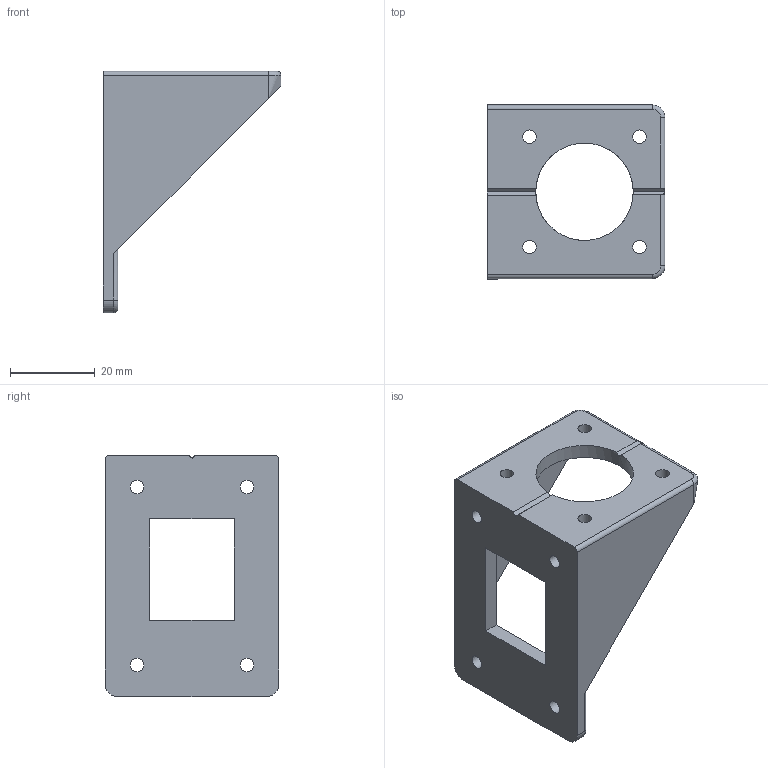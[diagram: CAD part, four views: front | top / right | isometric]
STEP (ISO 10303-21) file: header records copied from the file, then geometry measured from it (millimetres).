
FILE_DESCRIPTION(('FreeCAD Model'),'2;1');
FILE_NAME('Open CASCADE Shape Model','2024-05-12T18:53:14',(''),(''), 'Open CASCADE STEP processor 7.6','FreeCAD','Unknown');
FILE_SCHEMA(('AUTOMOTIVE_DESIGN { 1 0 10303 214 1 1 1 1 }'));
Length unit declared in the file: millimetre
Products named in the file (1): motor.holder
Bounding box: 42 x 41 x 57 mm (x, y, z)
Volume: 13955.6 mm3; surface area: 10106.7 mm2
Topology: 1 solids, 1 shells, 47 faces, 125 edges, 80 vertices
Faces by surface type: plane 21, cylinder 20, torus 4, bspline 2
Full cylindrical faces by diameter (mm): 3.2 x8, 23 x1
Entity records: 3553 total; most frequent: CARTESIAN_POINT 1115, DIRECTION 427, ORIENTED_EDGE 248, PCURVE 248, DEFINITIONAL_REPRESENTATION 248, LINE 227, VECTOR 227, EDGE_CURVE 124
